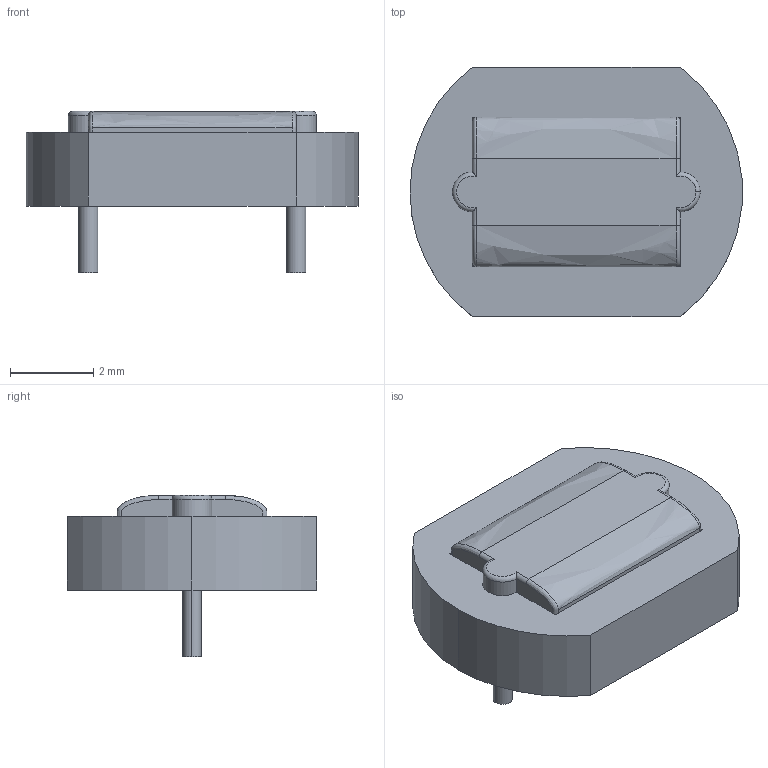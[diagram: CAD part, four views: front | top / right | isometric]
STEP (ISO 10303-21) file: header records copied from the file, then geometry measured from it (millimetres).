
FILE_DESCRIPTION (( 'STEP AP214' ), '1' );
FILE_NAME ('VTB8440.STEP', '2020-07-19T19:49:52', ( '' ), ( '' ), 'SwSTEP 2.0', 'SolidWorks 2019', '' );
FILE_SCHEMA (( 'AUTOMOTIVE_DESIGN' ));
Length unit declared in the file: millimetre
Products named in the file (1): VTB8440
Bounding box: 7.99 x 6 x 3.88 mm (x, y, z)
Volume: 86.2 mm3; surface area: 222.3 mm2
Topology: 5 solids, 5 shells, 59 faces, 135 edges, 87 vertices
Faces by surface type: plane 29, cylinder 21, bspline 6, torus 3
Entity records: 2249 total; most frequent: CARTESIAN_POINT 804, ORIENTED_EDGE 270, DIRECTION 261, EDGE_CURVE 135, AXIS2_PLACEMENT_3D 96, VERTEX_POINT 87, LINE 69, VECTOR 69
